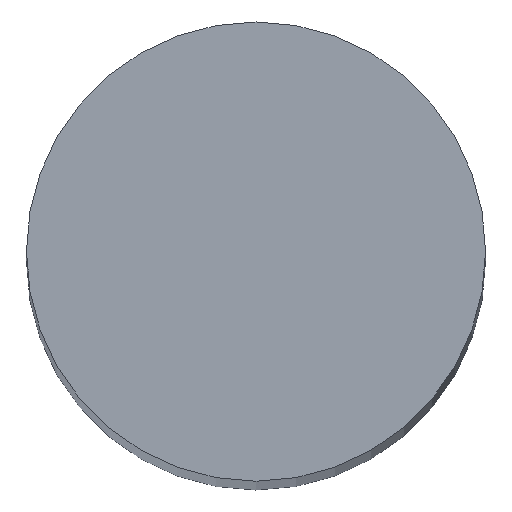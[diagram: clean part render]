
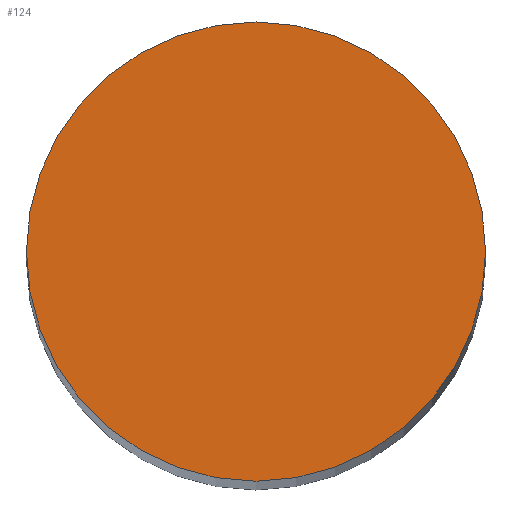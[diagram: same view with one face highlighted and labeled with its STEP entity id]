
A CAD part, top view. The second image highlights one B-rep face of the part: STEP entity #124.
In plain terms, the highlighted planar face has unit normal (0, 0, 1).
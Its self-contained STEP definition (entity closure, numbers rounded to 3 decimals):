
#16 = DIRECTION ( 'NONE',  ( 0., 0., 1. ) ) ;
#24 = DIRECTION ( 'NONE',  ( 0., 0., 1. ) ) ;
#28 = CIRCLE ( 'NONE', #110, 1. ) ;
#30 = EDGE_LOOP ( 'NONE', ( #108, #75 ) ) ;
#39 = DIRECTION ( 'NONE',  ( 1., 0., 0. ) ) ;
#53 = DIRECTION ( 'NONE',  ( 0., 0., 1. ) ) ;
#61 = AXIS2_PLACEMENT_3D ( 'NONE', #101, #24, #157 ) ;
#62 = PLANE ( 'NONE',  #87 ) ;
#63 = VERTEX_POINT ( 'NONE', #80 ) ;
#67 = CARTESIAN_POINT ( 'NONE',  ( 0., 0., 11. ) ) ;
#69 = DIRECTION ( 'NONE',  ( 1., 0., 0. ) ) ;
#75 = ORIENTED_EDGE ( 'NONE', *, *, #84, .T. ) ;
#79 = CARTESIAN_POINT ( 'NONE',  ( 0., 0., 11. ) ) ;
#80 = CARTESIAN_POINT ( 'NONE',  ( -1., 0., 11. ) ) ;
#84 = EDGE_CURVE ( 'NONE', #63, #143, #170, .T. ) ;
#87 = AXIS2_PLACEMENT_3D ( 'NONE', #79, #16, #39 ) ;
#89 = FACE_OUTER_BOUND ( 'NONE', #30, .T. ) ;
#101 = CARTESIAN_POINT ( 'NONE',  ( 0., 0., 11. ) ) ;
#108 = ORIENTED_EDGE ( 'NONE', *, *, #132, .T. ) ;
#110 = AXIS2_PLACEMENT_3D ( 'NONE', #67, #53, #69 ) ;
#116 = CARTESIAN_POINT ( 'NONE',  ( 1., 0., 11. ) ) ;
#124 = ADVANCED_FACE ( 'NONE', ( #89 ), #62, .T. ) ;
#132 = EDGE_CURVE ( 'NONE', #143, #63, #28, .T. ) ;
#143 = VERTEX_POINT ( 'NONE', #116 ) ;
#157 = DIRECTION ( 'NONE',  ( 1., 0., 0. ) ) ;
#170 = CIRCLE ( 'NONE', #61, 1. ) ;
